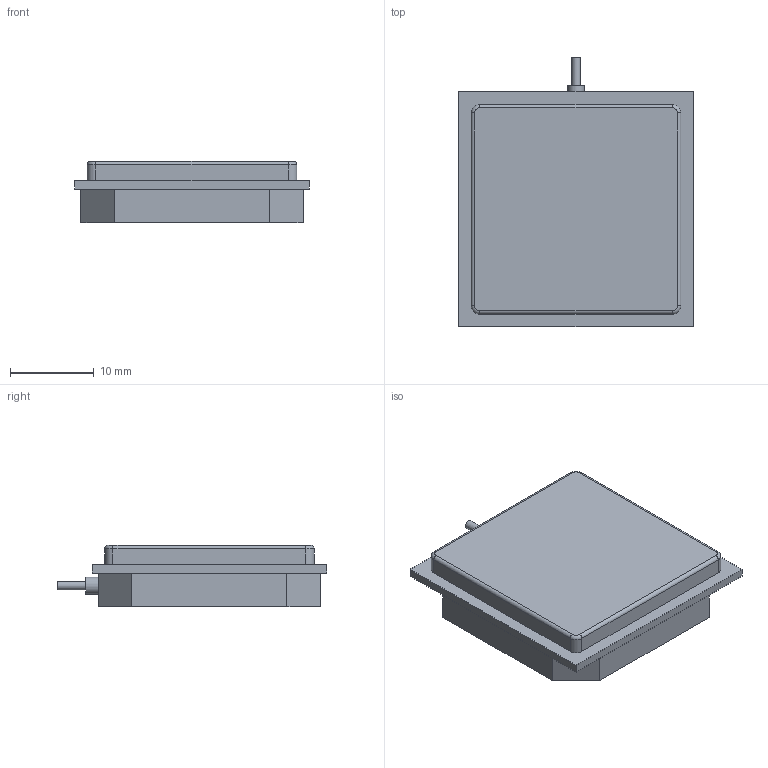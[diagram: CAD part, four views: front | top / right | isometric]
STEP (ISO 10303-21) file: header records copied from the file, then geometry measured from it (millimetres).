
FILE_DESCRIPTION(/* description */ (''),/* implementation_level */ '2;1');
FILE_NAME(/* name */ 'AntGPS v1.step',/* time_stamp */ '2022-09-30T12:35:32-03:00',/* author */ (''),/* organization */ (''),/* preprocessor_version */ 'ST-DEVELOPER v19',/* originating_system */ 'Autodesk Translation Framework v11.7.0.108',/* authorisation */ '');
FILE_SCHEMA (('AUTOMOTIVE_DESIGN { 1 0 10303 214 3 1 1 }'));
Length unit declared in the file: millimetre
Products named in the file (1): AntGPS
Bounding box: 28 x 32.15 x 7.3 mm (x, y, z)
Volume: 4891.8 mm3; surface area: 2331.7 mm2
Topology: 1 solids, 1 shells, 40 faces, 94 edges, 60 vertices
Faces by surface type: plane 25, cylinder 11, torus 4
Full cylindrical faces by diameter (mm): 1 x1, 2 x1
Entity records: 1173 total; most frequent: DIRECTION 202, CARTESIAN_POINT 195, ORIENTED_EDGE 188, EDGE_CURVE 94, LINE 68, VECTOR 68, AXIS2_PLACEMENT_3D 67, VERTEX_POINT 60
